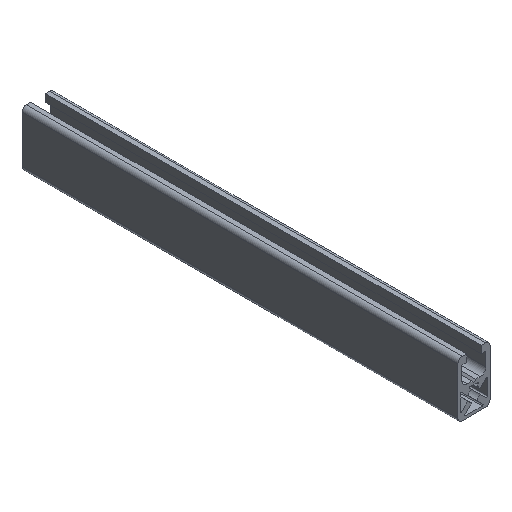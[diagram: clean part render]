
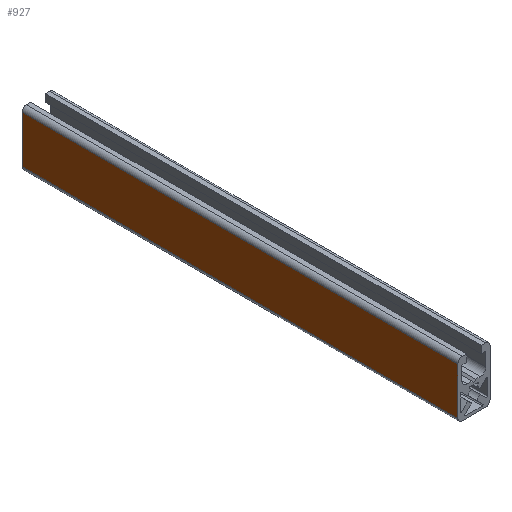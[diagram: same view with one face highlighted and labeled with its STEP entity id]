
A CAD part, isometric view. The second image highlights one B-rep face of the part: STEP entity #927.
In plain terms, the highlighted planar face has unit normal (-1, 0, 0).
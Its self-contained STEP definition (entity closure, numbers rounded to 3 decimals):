
#109=FACE_OUTER_BOUND('',#156,.T.);
#156=EDGE_LOOP('',(#742,#743,#744,#745));
#251=LINE('',#1531,#350);
#252=LINE('',#1534,#351);
#253=LINE('',#1536,#352);
#254=LINE('',#1537,#353);
#350=VECTOR('',#1255,10.);
#351=VECTOR('',#1258,10.);
#352=VECTOR('',#1259,10.);
#353=VECTOR('',#1260,10.);
#441=VERTEX_POINT('',#1527);
#442=VERTEX_POINT('',#1529);
#443=VERTEX_POINT('',#1533);
#444=VERTEX_POINT('',#1535);
#569=EDGE_CURVE('',#441,#442,#251,.T.);
#570=EDGE_CURVE('',#441,#443,#252,.T.);
#571=EDGE_CURVE('',#444,#442,#253,.T.);
#572=EDGE_CURVE('',#443,#444,#254,.T.);
#742=ORIENTED_EDGE('',*,*,#570,.F.);
#743=ORIENTED_EDGE('',*,*,#569,.T.);
#744=ORIENTED_EDGE('',*,*,#571,.F.);
#745=ORIENTED_EDGE('',*,*,#572,.F.);
#883=PLANE('',#1018);
#927=ADVANCED_FACE('',(#109),#883,.T.);
#1018=AXIS2_PLACEMENT_3D('',#1532,#1256,#1257);
#1255=DIRECTION('',(0.,1.,0.));
#1256=DIRECTION('center_axis',(-1.,0.,0.));
#1257=DIRECTION('ref_axis',(0.,0.,1.));
#1258=DIRECTION('',(0.,0.,-1.));
#1259=DIRECTION('',(0.,0.,1.));
#1260=DIRECTION('',(0.,1.,0.));
#1527=CARTESIAN_POINT('',(0.,0.,29.5));
#1529=CARTESIAN_POINT('',(0.,250.,29.5));
#1531=CARTESIAN_POINT('',(0.,0.,29.5));
#1532=CARTESIAN_POINT('Origin',(0.,0.,2.5));
#1533=CARTESIAN_POINT('',(0.,0.,2.5));
#1534=CARTESIAN_POINT('',(0.,0.,29.5));
#1535=CARTESIAN_POINT('',(0.,250.,2.5));
#1536=CARTESIAN_POINT('',(0.,250.,29.5));
#1537=CARTESIAN_POINT('',(0.,0.,2.5));
